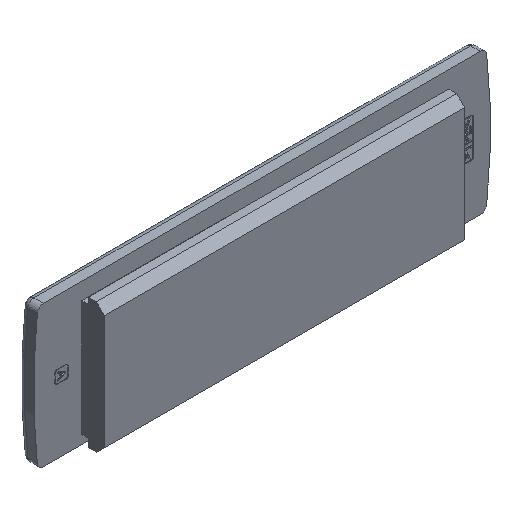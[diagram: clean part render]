
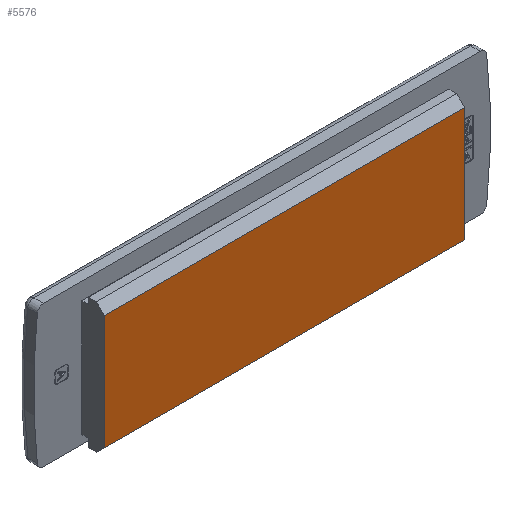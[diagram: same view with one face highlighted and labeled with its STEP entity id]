
A CAD part, isometric view. The second image highlights one B-rep face of the part: STEP entity #5576.
In plain terms, the highlighted planar face has unit normal (0, -1, 0).
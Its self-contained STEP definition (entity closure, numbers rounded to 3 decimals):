
#2226=FACE_OUTER_BOUND('',#7888,.T.);
#5576=ADVANCED_FACE('KES_ECO_T1',(#2226),#6173,.F.);
#6173=PLANE('',#24497);
#7888=EDGE_LOOP('',(#14883,#14884,#14885,#14886));
#14883=ORIENTED_EDGE('',*,*,#20654,.F.);
#14884=ORIENTED_EDGE('',*,*,#20655,.T.);
#14885=ORIENTED_EDGE('',*,*,#20656,.T.);
#14886=ORIENTED_EDGE('',*,*,#20657,.T.);
#17157=VERTEX_POINT('',#81385);
#17158=VERTEX_POINT('',#81386);
#17159=VERTEX_POINT('',#81388);
#17160=VERTEX_POINT('',#81390);
#20654=EDGE_CURVE('',#17157,#17158,#22214,.T.);
#20655=EDGE_CURVE('',#17157,#17159,#22215,.T.);
#20656=EDGE_CURVE('',#17159,#17160,#22216,.T.);
#20657=EDGE_CURVE('',#17160,#17158,#22217,.T.);
#22214=LINE('',#81384,#23790);
#22215=LINE('',#81387,#23791);
#22216=LINE('',#81389,#23792);
#22217=LINE('',#81391,#23793);
#23790=VECTOR('',#27420,1.);
#23791=VECTOR('',#27421,1.);
#23792=VECTOR('',#27422,1.);
#23793=VECTOR('',#27423,1.);
#24497=AXIS2_PLACEMENT_3D('',#81392,#27424,#27425);
#27420=DIRECTION('',(0.,0.,1.));
#27421=DIRECTION('',(1.,0.,0.));
#27422=DIRECTION('',(0.,0.,1.));
#27423=DIRECTION('',(-1.,0.,0.));
#27424=DIRECTION('',(0.,1.,0.));
#27425=DIRECTION('',(0.,0.,-1.));
#81384=CARTESIAN_POINT('',(-56.,0.,-21.987));
#81385=CARTESIAN_POINT('',(-56.,0.,-19.354));
#81386=CARTESIAN_POINT('',(-56.,0.,16.25));
#81387=CARTESIAN_POINT('',(56.,0.,-19.354));
#81388=CARTESIAN_POINT('',(56.,0.,-19.354));
#81389=CARTESIAN_POINT('',(56.,0.,-21.987));
#81390=CARTESIAN_POINT('',(56.,0.,16.25));
#81391=CARTESIAN_POINT('',(-56.,0.,16.25));
#81392=CARTESIAN_POINT('',(-55.75,0.,-17.75));
